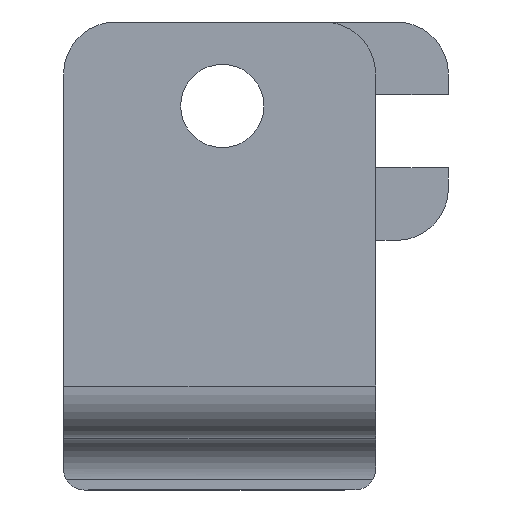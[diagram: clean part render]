
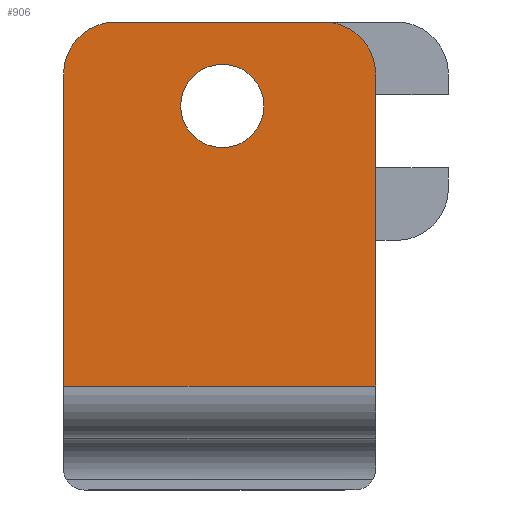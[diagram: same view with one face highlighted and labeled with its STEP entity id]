
A CAD part, left-side view. The second image highlights one B-rep face of the part: STEP entity #906.
In plain terms, the highlighted planar face has unit normal (-1, 0, 0).
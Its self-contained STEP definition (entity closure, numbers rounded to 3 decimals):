
#23=FACE_BOUND('',#149,.T.);
#53=PLANE('',#996);
#96=FACE_OUTER_BOUND('',#148,.T.);
#148=EDGE_LOOP('',(#829,#830,#831,#832,#833,#834));
#149=EDGE_LOOP('',(#835));
#183=LINE('',#1331,#278);
#201=LINE('',#1391,#296);
#223=LINE('',#1460,#318);
#232=LINE('',#1488,#327);
#278=VECTOR('',#1068,10.);
#296=VECTOR('',#1106,10.);
#318=VECTOR('',#1166,10.);
#327=VECTOR('',#1209,10.);
#364=CIRCLE('',#964,2.5);
#373=CIRCLE('',#997,2.5);
#374=CIRCLE('',#998,2.);
#401=VERTEX_POINT('',#1328);
#402=VERTEX_POINT('',#1330);
#427=VERTEX_POINT('',#1388);
#428=VERTEX_POINT('',#1390);
#446=VERTEX_POINT('',#1446);
#450=VERTEX_POINT('',#1459);
#460=VERTEX_POINT('',#1520);
#497=EDGE_CURVE('',#402,#401,#183,.T.);
#524=EDGE_CURVE('',#427,#428,#201,.T.);
#551=EDGE_CURVE('',#428,#446,#364,.T.);
#558=EDGE_CURVE('',#446,#450,#223,.T.);
#571=EDGE_CURVE('',#427,#402,#232,.T.);
#586=EDGE_CURVE('',#450,#401,#373,.T.);
#587=EDGE_CURVE('',#460,#460,#374,.T.);
#829=ORIENTED_EDGE('',*,*,#551,.F.);
#830=ORIENTED_EDGE('',*,*,#524,.F.);
#831=ORIENTED_EDGE('',*,*,#571,.T.);
#832=ORIENTED_EDGE('',*,*,#497,.T.);
#833=ORIENTED_EDGE('',*,*,#586,.F.);
#834=ORIENTED_EDGE('',*,*,#558,.F.);
#835=ORIENTED_EDGE('',*,*,#587,.F.);
#906=ADVANCED_FACE('',(#96,#23),#53,.F.);
#964=AXIS2_PLACEMENT_3D('',#1447,#1151,#1152);
#996=AXIS2_PLACEMENT_3D('',#1518,#1241,#1242);
#997=AXIS2_PLACEMENT_3D('',#1519,#1243,#1244);
#998=AXIS2_PLACEMENT_3D('',#1521,#1245,#1246);
#1068=DIRECTION('',(0.,0.,1.));
#1106=DIRECTION('',(0.,0.,1.));
#1151=DIRECTION('center_axis',(1.,0.,0.));
#1152=DIRECTION('ref_axis',(0.,0.707,0.707));
#1166=DIRECTION('',(0.,-1.,0.));
#1209=DIRECTION('',(0.,-1.,0.));
#1241=DIRECTION('center_axis',(1.,0.,0.));
#1242=DIRECTION('ref_axis',(0.,-1.,0.));
#1243=DIRECTION('center_axis',(1.,0.,0.));
#1244=DIRECTION('ref_axis',(0.,-0.707,0.707));
#1245=DIRECTION('center_axis',(-1.,0.,0.));
#1246=DIRECTION('ref_axis',(0.,-1.,0.));
#1328=CARTESIAN_POINT('',(-126.404,13.092,61.847));
#1330=CARTESIAN_POINT('',(-126.404,13.092,46.847));
#1331=CARTESIAN_POINT('',(-126.404,13.092,52.847));
#1388=CARTESIAN_POINT('',(-126.404,28.092,46.847));
#1390=CARTESIAN_POINT('',(-126.404,28.092,61.847));
#1391=CARTESIAN_POINT('',(-126.404,28.092,51.847));
#1446=CARTESIAN_POINT('',(-126.404,25.592,64.347));
#1447=CARTESIAN_POINT('Origin',(-126.404,25.592,61.847));
#1459=CARTESIAN_POINT('',(-126.404,15.592,64.347));
#1460=CARTESIAN_POINT('',(-126.404,20.592,64.347));
#1488=CARTESIAN_POINT('',(-126.404,20.592,46.847));
#1518=CARTESIAN_POINT('Origin',(-126.404,23.092,52.847));
#1519=CARTESIAN_POINT('Origin',(-126.404,15.592,61.847));
#1520=CARTESIAN_POINT('',(-126.404,22.462,60.31));
#1521=CARTESIAN_POINT('Origin',(-126.404,20.462,60.31));
